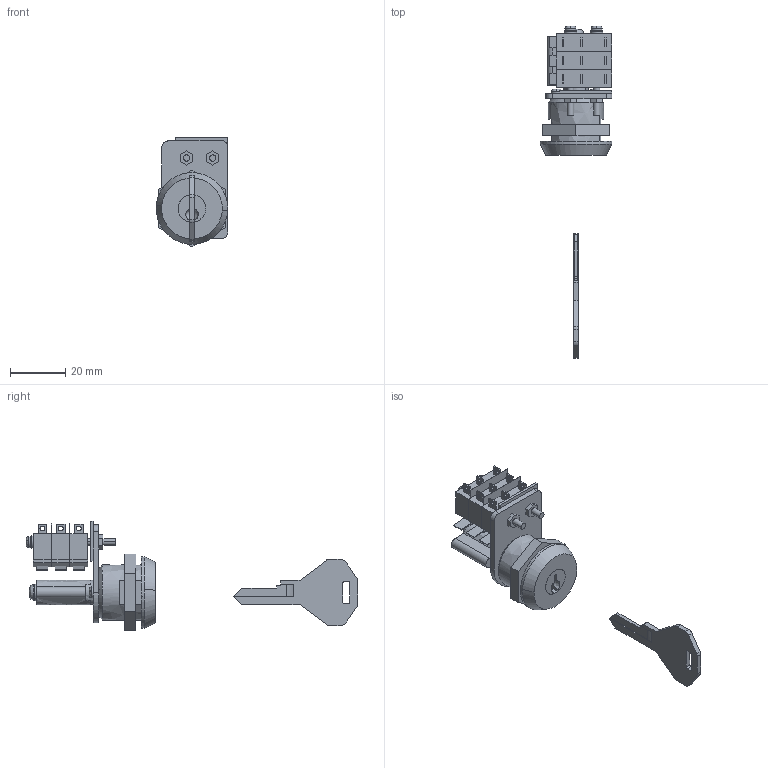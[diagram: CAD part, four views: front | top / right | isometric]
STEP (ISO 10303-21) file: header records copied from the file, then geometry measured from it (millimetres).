
FILE_DESCRIPTION((''),'2;1');
FILE_NAME('','2005-07-15T14:12:58',(''),(''),'','CADfix','');
FILE_SCHEMA(('AUTOMOTIVE_DESIGN'));
Length unit declared in the file: millimetre
Products named in the file (14): switch; spacer_B; screw_3; nut_3; screw_1; spacer_A; screw_2; nut_2; nut_1; lock; key; cam; bracket; TL_142_3_14154_36
Assembly tree (19 placements, depth 2):
  TL_142_3_14154_36
    switch  x3
    spacer_B  x2
    screw_3  x2
    nut_3  x2
    screw_1  x2
    spacer_A
    screw_2
    nut_2
    nut_1
    lock
    key
    cam
    bracket
Bounding box: 26 x 120.41 x 39.66 mm (x, y, z)
Volume: 16474.6 mm3; surface area: 14927.8 mm2
Topology: 19 solids, 19 shells, 467 faces, 1401 edges, 994 vertices
Faces by surface type: bspline 467
Entity records: 10761 total; most frequent: CARTESIAN_POINT 5230, ORIENTED_EDGE 1798, EDGE_CURVE 899, VERTEX_POINT 636, QUASI_UNIFORM_CURVE 535, EDGE_LOOP 351, FACE_OUTER_BOUND 300, ADVANCED_FACE 300
